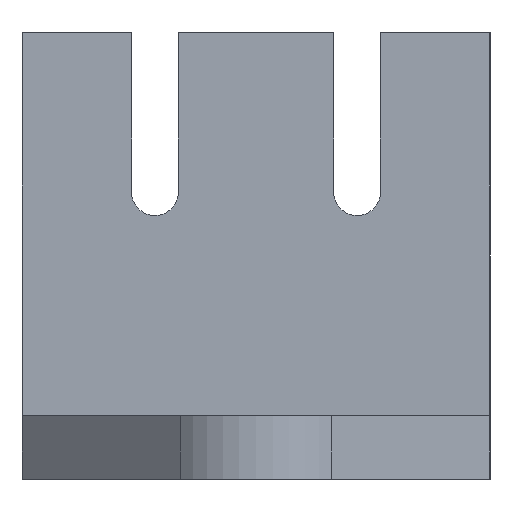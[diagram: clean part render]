
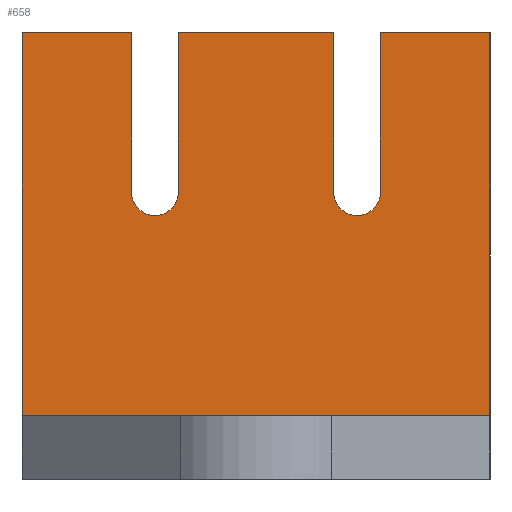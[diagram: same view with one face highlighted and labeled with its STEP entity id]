
A CAD part, left-side view. The second image highlights one B-rep face of the part: STEP entity #658.
In plain terms, the highlighted planar face has unit normal (-1, 0, 0).
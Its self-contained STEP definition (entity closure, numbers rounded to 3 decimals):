
#25=CIRCLE('',#695,1.1);
#26=CIRCLE('',#696,1.1);
#38=FACE_OUTER_BOUND('',#72,.T.);
#72=EDGE_LOOP('',(#442,#443,#444,#445,#446,#447,#448,#449,#450,#451,#452,
#453));
#109=LINE('',#921,#193);
#114=LINE('',#931,#198);
#115=LINE('',#933,#199);
#116=LINE('',#935,#200);
#117=LINE('',#937,#201);
#118=LINE('',#941,#202);
#119=LINE('',#943,#203);
#120=LINE('',#945,#204);
#121=LINE('',#949,#205);
#122=LINE('',#950,#206);
#193=VECTOR('',#743,10.);
#198=VECTOR('',#750,10.);
#199=VECTOR('',#751,10.);
#200=VECTOR('',#752,10.);
#201=VECTOR('',#753,10.);
#202=VECTOR('',#756,10.);
#203=VECTOR('',#757,10.);
#204=VECTOR('',#758,10.);
#205=VECTOR('',#761,10.);
#206=VECTOR('',#762,10.);
#277=VERTEX_POINT('',#919);
#278=VERTEX_POINT('',#920);
#282=VERTEX_POINT('',#930);
#283=VERTEX_POINT('',#932);
#284=VERTEX_POINT('',#934);
#285=VERTEX_POINT('',#936);
#286=VERTEX_POINT('',#938);
#287=VERTEX_POINT('',#940);
#288=VERTEX_POINT('',#942);
#289=VERTEX_POINT('',#944);
#290=VERTEX_POINT('',#946);
#291=VERTEX_POINT('',#948);
#341=EDGE_CURVE('',#277,#278,#109,.T.);
#346=EDGE_CURVE('',#282,#277,#114,.F.);
#347=EDGE_CURVE('',#282,#283,#115,.T.);
#348=EDGE_CURVE('',#284,#283,#116,.T.);
#349=EDGE_CURVE('',#284,#285,#117,.T.);
#350=EDGE_CURVE('',#285,#286,#25,.T.);
#351=EDGE_CURVE('',#286,#287,#118,.T.);
#352=EDGE_CURVE('',#288,#287,#119,.T.);
#353=EDGE_CURVE('',#288,#289,#120,.T.);
#354=EDGE_CURVE('',#289,#290,#26,.T.);
#355=EDGE_CURVE('',#290,#291,#121,.T.);
#356=EDGE_CURVE('',#278,#291,#122,.T.);
#442=ORIENTED_EDGE('',*,*,#341,.F.);
#443=ORIENTED_EDGE('',*,*,#346,.F.);
#444=ORIENTED_EDGE('',*,*,#347,.T.);
#445=ORIENTED_EDGE('',*,*,#348,.F.);
#446=ORIENTED_EDGE('',*,*,#349,.T.);
#447=ORIENTED_EDGE('',*,*,#350,.T.);
#448=ORIENTED_EDGE('',*,*,#351,.T.);
#449=ORIENTED_EDGE('',*,*,#352,.F.);
#450=ORIENTED_EDGE('',*,*,#353,.T.);
#451=ORIENTED_EDGE('',*,*,#354,.T.);
#452=ORIENTED_EDGE('',*,*,#355,.T.);
#453=ORIENTED_EDGE('',*,*,#356,.F.);
#630=PLANE('',#694);
#658=ADVANCED_FACE('',(#38),#630,.T.);
#694=AXIS2_PLACEMENT_3D('',#929,#748,#749);
#695=AXIS2_PLACEMENT_3D('',#939,#754,#755);
#696=AXIS2_PLACEMENT_3D('',#947,#759,#760);
#743=DIRECTION('',(0.,0.,1.));
#748=DIRECTION('center_axis',(-1.,0.,0.));
#749=DIRECTION('ref_axis',(0.,-1.,0.));
#750=DIRECTION('',(0.,-1.,0.));
#751=DIRECTION('',(0.,0.,1.));
#752=DIRECTION('',(0.,-1.,0.));
#753=DIRECTION('',(0.,0.,-1.));
#754=DIRECTION('center_axis',(1.,0.,0.));
#755=DIRECTION('ref_axis',(0.,1.,0.));
#756=DIRECTION('',(0.,0.,1.));
#757=DIRECTION('',(0.,-1.,0.));
#758=DIRECTION('',(0.,0.,-1.));
#759=DIRECTION('center_axis',(1.,0.,0.));
#760=DIRECTION('ref_axis',(0.,1.,0.));
#761=DIRECTION('',(0.,0.,1.));
#762=DIRECTION('',(0.,-1.,0.));
#919=CARTESIAN_POINT('',(-147.,-67.,-45.));
#920=CARTESIAN_POINT('',(-147.,-67.,-27.));
#921=CARTESIAN_POINT('',(-147.,-67.,-48.));
#929=CARTESIAN_POINT('Origin',(-147.,-67.,-48.));
#930=CARTESIAN_POINT('',(-147.,-89.,-45.));
#931=CARTESIAN_POINT('',(-147.,-72.5,-45.));
#932=CARTESIAN_POINT('',(-147.,-89.,-27.));
#933=CARTESIAN_POINT('',(-147.,-89.,-48.));
#934=CARTESIAN_POINT('',(-147.,-83.85,-27.));
#935=CARTESIAN_POINT('',(-147.,-110.6,-27.));
#936=CARTESIAN_POINT('',(-147.,-83.85,-34.5));
#937=CARTESIAN_POINT('',(-147.,-83.85,-41.25));
#938=CARTESIAN_POINT('',(-147.,-81.65,-34.5));
#939=CARTESIAN_POINT('Origin',(-147.,-82.75,-34.5));
#940=CARTESIAN_POINT('',(-147.,-81.65,-27.));
#941=CARTESIAN_POINT('',(-147.,-81.65,-37.5));
#942=CARTESIAN_POINT('',(-147.,-74.35,-27.));
#943=CARTESIAN_POINT('',(-147.,-110.6,-27.));
#944=CARTESIAN_POINT('',(-147.,-74.35,-34.5));
#945=CARTESIAN_POINT('',(-147.,-74.35,-41.25));
#946=CARTESIAN_POINT('',(-147.,-72.15,-34.5));
#947=CARTESIAN_POINT('Origin',(-147.,-73.25,-34.5));
#948=CARTESIAN_POINT('',(-147.,-72.15,-27.));
#949=CARTESIAN_POINT('',(-147.,-72.15,-37.5));
#950=CARTESIAN_POINT('',(-147.,-110.6,-27.));
